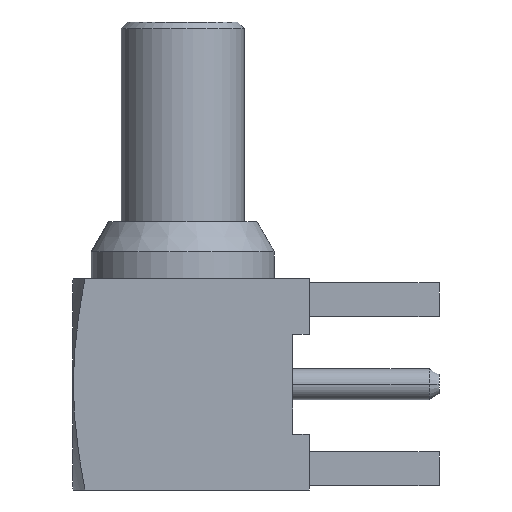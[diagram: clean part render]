
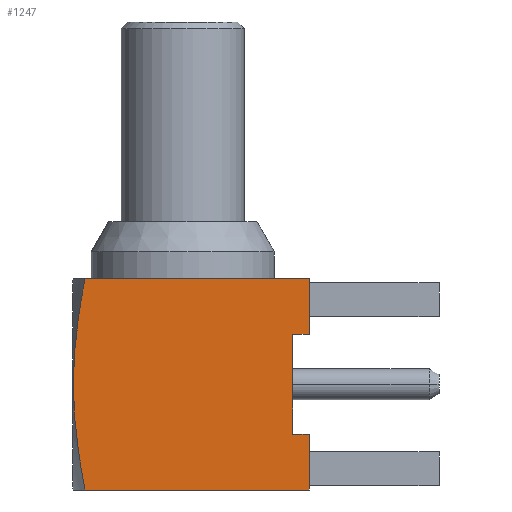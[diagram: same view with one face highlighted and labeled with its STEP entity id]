
A CAD part, left-side view. The second image highlights one B-rep face of the part: STEP entity #1247.
In plain terms, the highlighted planar face has unit normal (-1, 0, 0).
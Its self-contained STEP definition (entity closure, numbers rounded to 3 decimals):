
#224=DIRECTION('',(0.,1.,0.));
#225=VECTOR('',#224,6.734);
#226=CARTESIAN_POINT('',(-3.175,-3.8,-7.705));
#227=LINE('',#226,#225);
#237=CARTESIAN_POINT('',(-3.175,2.934,-7.705));
#257=CARTESIAN_POINT('',(-3.175,2.934,-14.055));
#258=CARTESIAN_POINT('',(-3.175,2.973,-13.851));
#259=CARTESIAN_POINT('',(-3.175,3.042,-13.464));
#260=CARTESIAN_POINT('',(-3.175,3.124,-12.952));
#261=CARTESIAN_POINT('',(-3.175,3.187,-12.476));
#262=CARTESIAN_POINT('',(-3.175,3.236,-12.018));
#263=CARTESIAN_POINT('',(-3.175,3.27,-11.564));
#264=CARTESIAN_POINT('',(-3.175,3.287,-11.108));
#265=CARTESIAN_POINT('',(-3.175,3.287,-10.65));
#266=CARTESIAN_POINT('',(-3.175,3.27,-10.194));
#267=CARTESIAN_POINT('',(-3.175,3.236,-9.741));
#268=CARTESIAN_POINT('',(-3.175,3.187,-9.283));
#269=CARTESIAN_POINT('',(-3.175,3.123,-8.808));
#270=CARTESIAN_POINT('',(-3.175,3.042,-8.296));
#271=CARTESIAN_POINT('',(-3.175,2.973,-7.909));
#272=CARTESIAN_POINT('',(-3.175,2.934,-7.705));
#274=DIRECTION('',(0.,0.,-1.));
#275=VECTOR('',#274,3.);
#276=CARTESIAN_POINT('',(-3.175,-3.3,-9.38));
#277=LINE('',#276,#275);
#278=DIRECTION('',(0.,-1.,0.));
#279=VECTOR('',#278,0.5);
#280=CARTESIAN_POINT('',(-3.175,-3.3,-12.38));
#281=LINE('',#280,#279);
#282=DIRECTION('',(0.,0.,-1.));
#283=VECTOR('',#282,1.675);
#284=CARTESIAN_POINT('',(-3.175,-3.8,-7.705));
#285=LINE('',#284,#283);
#318=DIRECTION('',(0.,0.,-1.));
#319=VECTOR('',#318,1.675);
#320=CARTESIAN_POINT('',(-3.175,-3.8,-12.38));
#321=LINE('',#320,#319);
#504=CARTESIAN_POINT('',(-3.175,2.934,-14.055));
#514=DIRECTION('',(0.,-1.,0.));
#515=VECTOR('',#514,6.734);
#516=CARTESIAN_POINT('',(-3.175,2.934,-14.055));
#517=LINE('',#516,#515);
#546=DIRECTION('',(0.,-1.,0.));
#547=VECTOR('',#546,0.5);
#548=CARTESIAN_POINT('',(-3.175,-3.3,-9.38));
#549=LINE('',#548,#547);
#860=CARTESIAN_POINT('',(-3.175,-3.3,-9.38));
#861=CARTESIAN_POINT('',(-3.175,-3.3,-12.38));
#862=VERTEX_POINT('',#860);
#863=VERTEX_POINT('',#861);
#874=VERTEX_POINT('',#237);
#877=VERTEX_POINT('',#504);
#958=CARTESIAN_POINT('',(-3.175,-3.8,-7.705));
#959=CARTESIAN_POINT('',(-3.175,-3.8,-9.38));
#960=VERTEX_POINT('',#958);
#961=VERTEX_POINT('',#959);
#974=CARTESIAN_POINT('',(-3.175,-3.8,-14.055));
#976=VERTEX_POINT('',#974);
#980=CARTESIAN_POINT('',(-3.175,-3.8,-12.38));
#981=VERTEX_POINT('',#980);
#1226=CARTESIAN_POINT('',(-3.175,-3.3,-7.705));
#1227=DIRECTION('',(-1.,0.,0.));
#1228=DIRECTION('',(0.,1.,0.));
#1229=AXIS2_PLACEMENT_3D('',#1226,#1227,#1228);
#1230=PLANE('',#1229);
#1231=ORIENTED_EDGE('',*,*,#1215,.T.);
#1232=ORIENTED_EDGE('',*,*,#1166,.F.);
#1234=ORIENTED_EDGE('',*,*,#1233,.T.);
#1236=ORIENTED_EDGE('',*,*,#1235,.F.);
#1238=ORIENTED_EDGE('',*,*,#1237,.T.);
#1240=ORIENTED_EDGE('',*,*,#1239,.T.);
#1242=ORIENTED_EDGE('',*,*,#1241,.T.);
#1244=ORIENTED_EDGE('',*,*,#1243,.F.);
#1245=EDGE_LOOP('',(#1231,#1232,#1234,#1236,#1238,#1240,#1242,#1244));
#1246=FACE_OUTER_BOUND('',#1245,.F.);
#273=B_SPLINE_CURVE_WITH_KNOTS('',3,(#257,#258,#259,#260,#261,#262,#263,#264,
#265,#266,#267,#268,#269,#270,#271,#272),.UNSPECIFIED.,.F.,.F.,(4,1,1,1,1,1,1,1,
1,1,1,1,1,4),(0.,0.077,0.154,0.231,
0.308,0.385,0.462,0.538,
0.615,0.692,0.769,0.846,
0.923,1.),.UNSPECIFIED.);
#1166=EDGE_CURVE('',#960,#874,#227,.T.);
#1215=EDGE_CURVE('',#877,#874,#273,.T.);
#1233=EDGE_CURVE('',#960,#961,#285,.T.);
#1235=EDGE_CURVE('',#862,#961,#549,.T.);
#1237=EDGE_CURVE('',#862,#863,#277,.T.);
#1239=EDGE_CURVE('',#863,#981,#281,.T.);
#1241=EDGE_CURVE('',#981,#976,#321,.T.);
#1243=EDGE_CURVE('',#877,#976,#517,.T.);
#1247=ADVANCED_FACE('',(#1246),#1230,.T.);
